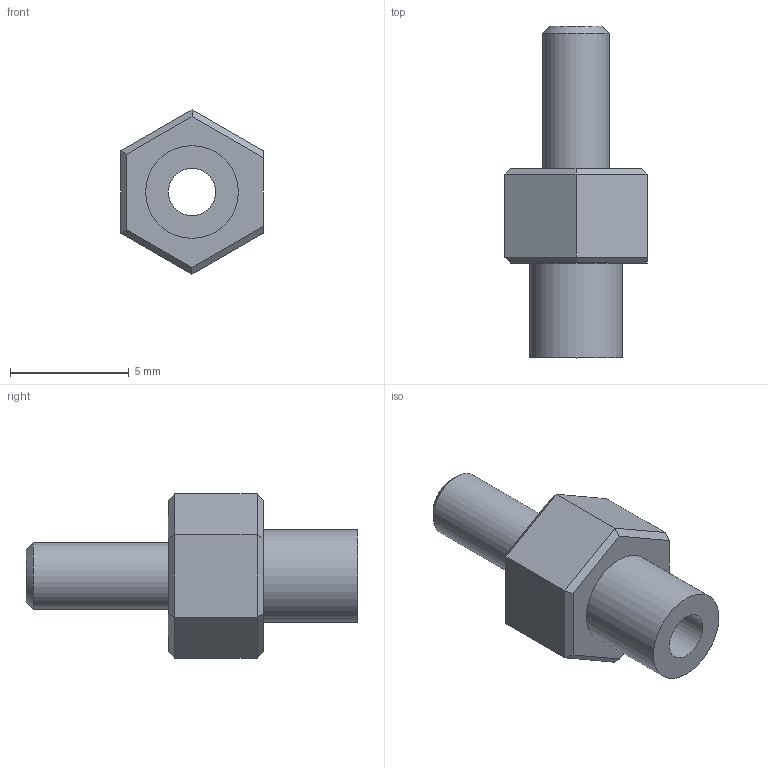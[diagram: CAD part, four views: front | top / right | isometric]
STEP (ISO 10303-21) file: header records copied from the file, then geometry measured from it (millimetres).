
FILE_DESCRIPTION(/* description */ (''),/* implementation_level */ '2;1');
FILE_NAME(/* name */ '3-32 Line Thread Adaptor.step',/* time_stamp */ '2025-10-28T10:15:53-04:00',/* author */ (''),/* organization */ (''),/* preprocessor_version */ 'ST-DEVELOPER v20.1',/* originating_system */ 'Autodesk Translation Framework v14.17.0.0',/* authorisation */ '');
FILE_SCHEMA (('AUTOMOTIVE_DESIGN { 1 0 10303 214 3 1 1 }'));
Length unit declared in the file: millimetre
Products named in the file (1): 3/32" Line Thread Adaptor
Bounding box: 6 x 14 x 6.93 mm (x, y, z)
Volume: 164.1 mm3; surface area: 321.3 mm2
Topology: 1 solids, 1 shells, 25 faces, 53 edges, 31 vertices
Faces by surface type: plane 20, cylinder 3, cone 2
Full cylindrical faces by diameter (mm): 2 x1, 2.8 x1, 3.908 x1
Entity records: 687 total; most frequent: DIRECTION 112, CARTESIAN_POINT 110, ORIENTED_EDGE 106, EDGE_CURVE 53, LINE 46, VECTOR 46, AXIS2_PLACEMENT_3D 33, VERTEX_POINT 31
